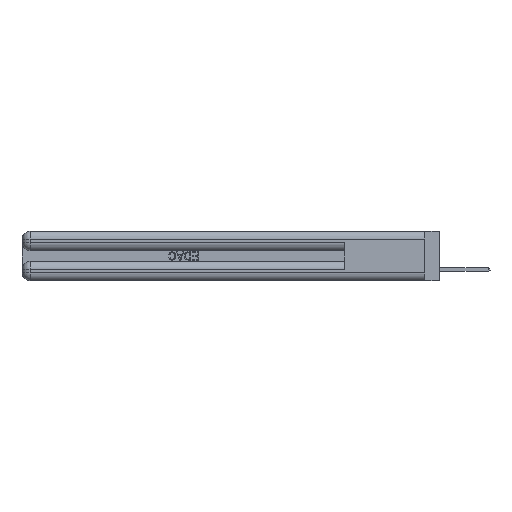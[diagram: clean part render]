
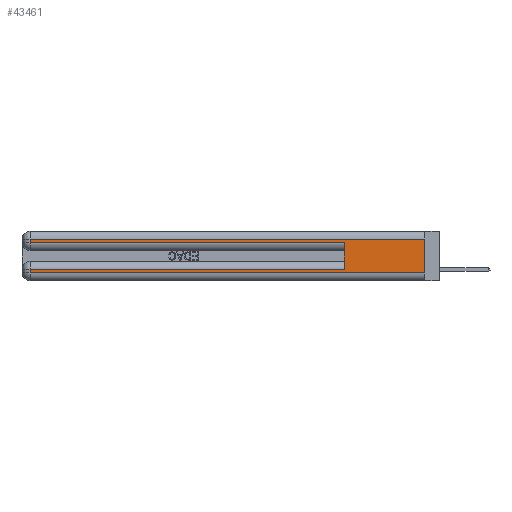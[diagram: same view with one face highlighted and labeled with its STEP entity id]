
A CAD part, left-side view. The second image highlights one B-rep face of the part: STEP entity #43461.
In plain terms, the highlighted planar face has unit normal (-1, 0, 0).
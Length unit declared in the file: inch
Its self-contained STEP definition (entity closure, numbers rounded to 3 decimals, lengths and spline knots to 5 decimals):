
#925 = EDGE_CURVE ( 'NONE', #17593, #16708, #39692, .T. ) ;
#1077 = DIRECTION ( 'NONE',  ( 1., 0., 0. ) ) ;
#1290 = CARTESIAN_POINT ( 'NONE',  ( 0., 2.94, 0.31 ) ) ;
#1657 = VERTEX_POINT ( 'NONE', #44067 ) ;
#1905 = VERTEX_POINT ( 'NONE', #37885 ) ;
#3160 = VECTOR ( 'NONE', #31646, 39.37008 ) ;
#3616 = DIRECTION ( 'NONE',  ( 0., 0., -1. ) ) ;
#3908 = EDGE_CURVE ( 'NONE', #36342, #1657, #20232, .T. ) ;
#4327 = DIRECTION ( 'NONE',  ( 0., 0., 1. ) ) ;
#4444 = CARTESIAN_POINT ( 'NONE',  ( 0., 0., 0.37 ) ) ;
#6063 = EDGE_CURVE ( 'NONE', #20806, #16708, #41099, .T. ) ;
#8924 = LINE ( 'NONE', #40191, #13089 ) ;
#9546 = EDGE_LOOP ( 'NONE', ( #38146, #46542, #27040, #46142, #46800, #31266, #40774, #12171 ) ) ;
#9965 = EDGE_CURVE ( 'NONE', #16382, #20806, #49058, .T. ) ;
#10118 = VECTOR ( 'NONE', #3616, 39.37008 ) ;
#11804 = CARTESIAN_POINT ( 'NONE',  ( 0., 2.94, 0.37 ) ) ;
#12171 = ORIENTED_EDGE ( 'NONE', *, *, #6063, .T. ) ;
#13089 = VECTOR ( 'NONE', #40402, 39.37008 ) ;
#13919 = LINE ( 'NONE', #47310, #22851 ) ;
#14314 = VECTOR ( 'NONE', #4327, 39.37008 ) ;
#14582 = CARTESIAN_POINT ( 'NONE',  ( 0., 2.94, 0.06 ) ) ;
#15929 = DIRECTION ( 'NONE',  ( 0., 0., -1. ) ) ;
#16343 = VECTOR ( 'NONE', #30794, 39.37008 ) ;
#16382 = VERTEX_POINT ( 'NONE', #17539 ) ;
#16708 = VERTEX_POINT ( 'NONE', #35210 ) ;
#16944 = FACE_OUTER_BOUND ( 'NONE', #9546, .T. ) ;
#17539 = CARTESIAN_POINT ( 'NONE',  ( 0., 2.94, 0.085 ) ) ;
#17545 = EDGE_CURVE ( 'NONE', #1905, #37789, #28541, .T. ) ;
#17593 = VERTEX_POINT ( 'NONE', #41684 ) ;
#18515 = EDGE_CURVE ( 'NONE', #1657, #37789, #8924, .T. ) ;
#20232 = LINE ( 'NONE', #49275, #10118 ) ;
#20749 = VECTOR ( 'NONE', #43195, 39.37008 ) ;
#20806 = VERTEX_POINT ( 'NONE', #14582 ) ;
#22294 = CARTESIAN_POINT ( 'NONE',  ( 0., 0., 0.31 ) ) ;
#22851 = VECTOR ( 'NONE', #46970, 39.37008 ) ;
#27040 = ORIENTED_EDGE ( 'NONE', *, *, #3908, .T. ) ;
#28541 = LINE ( 'NONE', #49193, #14314 ) ;
#30794 = DIRECTION ( 'NONE',  ( 0., 0., -1. ) ) ;
#30855 = CARTESIAN_POINT ( 'NONE',  ( 0., 0.6, 0.285 ) ) ;
#31266 = ORIENTED_EDGE ( 'NONE', *, *, #48044, .T. ) ;
#31592 = PLANE ( 'NONE',  #46237 ) ;
#31646 = DIRECTION ( 'NONE',  ( 0., 0., -1. ) ) ;
#33347 = DIRECTION ( 'NONE',  ( 0., 1., 0. ) ) ;
#35210 = CARTESIAN_POINT ( 'NONE',  ( 0., 0., 0.06 ) ) ;
#36342 = VERTEX_POINT ( 'NONE', #1290 ) ;
#37092 = LINE ( 'NONE', #22294, #46006 ) ;
#37789 = VERTEX_POINT ( 'NONE', #30855 ) ;
#37885 = CARTESIAN_POINT ( 'NONE',  ( 0., 0.6, 0.085 ) ) ;
#38146 = ORIENTED_EDGE ( 'NONE', *, *, #925, .F. ) ;
#39692 = LINE ( 'NONE', #46005, #16343 ) ;
#40191 = CARTESIAN_POINT ( 'NONE',  ( 0., 0., 0.285 ) ) ;
#40402 = DIRECTION ( 'NONE',  ( 0., -1., 0. ) ) ;
#40774 = ORIENTED_EDGE ( 'NONE', *, *, #9965, .T. ) ;
#41099 = LINE ( 'NONE', #46669, #20749 ) ;
#41684 = CARTESIAN_POINT ( 'NONE',  ( 0., 0., 0.31 ) ) ;
#43195 = DIRECTION ( 'NONE',  ( 0., -1., 0. ) ) ;
#43461 = ADVANCED_FACE ( 'NONE', ( #16944 ), #31592, .F. ) ;
#44067 = CARTESIAN_POINT ( 'NONE',  ( 0., 2.94, 0.285 ) ) ;
#45145 = EDGE_CURVE ( 'NONE', #17593, #36342, #37092, .T. ) ;
#46005 = CARTESIAN_POINT ( 'NONE',  ( 0., 0., 0.37 ) ) ;
#46006 = VECTOR ( 'NONE', #33347, 39.37008 ) ;
#46142 = ORIENTED_EDGE ( 'NONE', *, *, #18515, .T. ) ;
#46237 = AXIS2_PLACEMENT_3D ( 'NONE', #4444, #1077, #15929 ) ;
#46542 = ORIENTED_EDGE ( 'NONE', *, *, #45145, .T. ) ;
#46669 = CARTESIAN_POINT ( 'NONE',  ( 0., 0., 0.06 ) ) ;
#46800 = ORIENTED_EDGE ( 'NONE', *, *, #17545, .F. ) ;
#46970 = DIRECTION ( 'NONE',  ( 0., 1., 0. ) ) ;
#47310 = CARTESIAN_POINT ( 'NONE',  ( 0., 0., 0.085 ) ) ;
#48044 = EDGE_CURVE ( 'NONE', #1905, #16382, #13919, .T. ) ;
#49058 = LINE ( 'NONE', #11804, #3160 ) ;
#49193 = CARTESIAN_POINT ( 'NONE',  ( 0., 0.6, 0.145 ) ) ;
#49275 = CARTESIAN_POINT ( 'NONE',  ( 0., 2.94, 0.37 ) ) ;
